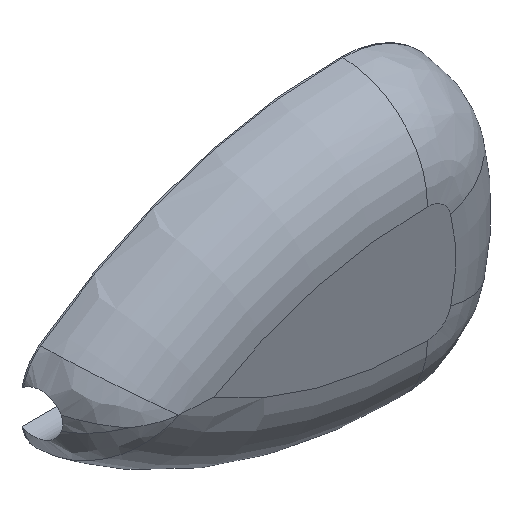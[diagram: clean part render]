
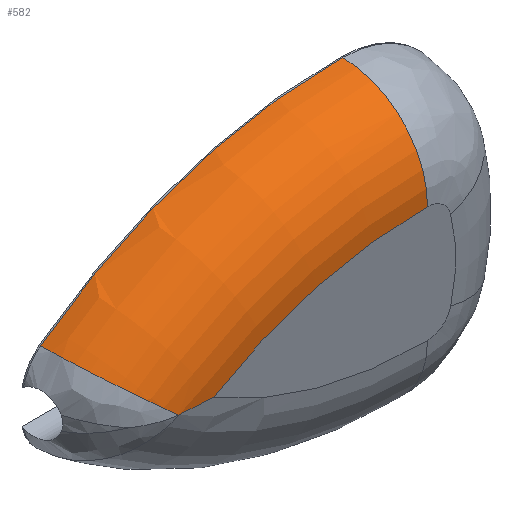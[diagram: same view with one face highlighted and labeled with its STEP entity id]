
A CAD part, isometric view. The second image highlights one B-rep face of the part: STEP entity #582.
In plain terms, the highlighted toroidal (fillet/blend) face has major radius 76.013 mm and minor radius 16 mm.
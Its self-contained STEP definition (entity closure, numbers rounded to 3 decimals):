
#24=TOROIDAL_SURFACE('',#672,76.013,16.);
#68=FACE_OUTER_BOUND('',#104,.T.);
#104=EDGE_LOOP('',(#524,#525,#526,#527,#528));
#159=B_SPLINE_CURVE_WITH_KNOTS('',3,(#1357,#1358,#1359,#1360,#1361,#1362,
#1363,#1364),.UNSPECIFIED.,.F.,.F.,(4,1,1,1,1,4),(-1.071,-0.765,
-0.612,-0.306,-0.153,0.),
 .UNSPECIFIED.);
#162=B_SPLINE_CURVE_WITH_KNOTS('',3,(#1425,#1426,#1427,#1428,#1429,#1430),
 .UNSPECIFIED.,.F.,.F.,(4,2,4),(1.704,2.309,2.312),
 .UNSPECIFIED.);
#204=CIRCLE('',#661,16.);
#208=CIRCLE('',#668,76.013);
#210=CIRCLE('',#671,92.013);
#256=VERTEX_POINT('',#1296);
#258=VERTEX_POINT('',#1346);
#260=VERTEX_POINT('',#1423);
#262=VERTEX_POINT('',#1442);
#263=VERTEX_POINT('',#1444);
#337=EDGE_CURVE('',#258,#256,#159,.T.);
#342=EDGE_CURVE('',#258,#260,#162,.T.);
#345=EDGE_CURVE('',#262,#263,#204,.T.);
#350=EDGE_CURVE('',#260,#263,#208,.T.);
#352=EDGE_CURVE('',#262,#256,#210,.T.);
#524=ORIENTED_EDGE('',*,*,#337,.F.);
#525=ORIENTED_EDGE('',*,*,#342,.T.);
#526=ORIENTED_EDGE('',*,*,#350,.T.);
#527=ORIENTED_EDGE('',*,*,#345,.F.);
#528=ORIENTED_EDGE('',*,*,#352,.T.);
#582=ADVANCED_FACE('',(#68),#24,.T.);
#661=AXIS2_PLACEMENT_3D('',#1445,#820,#821);
#668=AXIS2_PLACEMENT_3D('',#1454,#835,#836);
#671=AXIS2_PLACEMENT_3D('',#1466,#841,#842);
#672=AXIS2_PLACEMENT_3D('',#1467,#843,#844);
#820=DIRECTION('center_axis',(1.,0.,-0.011));
#821=DIRECTION('ref_axis',(0.011,0.,1.));
#835=DIRECTION('center_axis',(0.,1.,0.));
#836=DIRECTION('ref_axis',(-0.289,0.,0.957));
#841=DIRECTION('center_axis',(0.,-1.,0.));
#842=DIRECTION('ref_axis',(-0.289,0.,0.957));
#843=DIRECTION('center_axis',(0.,1.,0.));
#844=DIRECTION('ref_axis',(0.,0.,1.));
#1296=CARTESIAN_POINT('',(-29.228,16.,12.187));
#1346=CARTESIAN_POINT('',(-19.192,0.349,3.8));
#1357=CARTESIAN_POINT('Ctrl Pts',(-19.192,0.349,3.8));
#1358=CARTESIAN_POINT('Ctrl Pts',(-20.663,0.752,5.088));
#1359=CARTESIAN_POINT('Ctrl Pts',(-22.831,1.881,6.941));
#1360=CARTESIAN_POINT('Ctrl Pts',(-26.009,5.058,9.587));
#1361=CARTESIAN_POINT('Ctrl Pts',(-27.981,8.564,11.187));
#1362=CARTESIAN_POINT('Ctrl Pts',(-29.046,12.714,12.041));
#1363=CARTESIAN_POINT('Ctrl Pts',(-29.228,14.912,12.187));
#1364=CARTESIAN_POINT('Ctrl Pts',(-29.228,16.,12.187));
#1423=CARTESIAN_POINT('',(-13.059,0.,3.8));
#1425=CARTESIAN_POINT('Ctrl Pts',(-19.192,0.349,3.8));
#1426=CARTESIAN_POINT('Ctrl Pts',(-17.169,0.105,3.8));
#1427=CARTESIAN_POINT('Ctrl Pts',(-15.122,0.001,
3.8));
#1428=CARTESIAN_POINT('Ctrl Pts',(-13.078,0.,
3.8));
#1429=CARTESIAN_POINT('Ctrl Pts',(-13.068,0.,
3.8));
#1430=CARTESIAN_POINT('Ctrl Pts',(-13.059,0.,3.8));
#1442=CARTESIAN_POINT('',(26.984,16.,30.589));
#1444=CARTESIAN_POINT('',(26.81,0.,14.59));
#1445=CARTESIAN_POINT('Origin',(26.81,16.,14.59));
#1454=CARTESIAN_POINT('Origin',(25.986,0.,-61.418));
#1466=CARTESIAN_POINT('Origin',(25.986,16.,-61.418));
#1467=CARTESIAN_POINT('Origin',(25.986,16.,-61.418));
